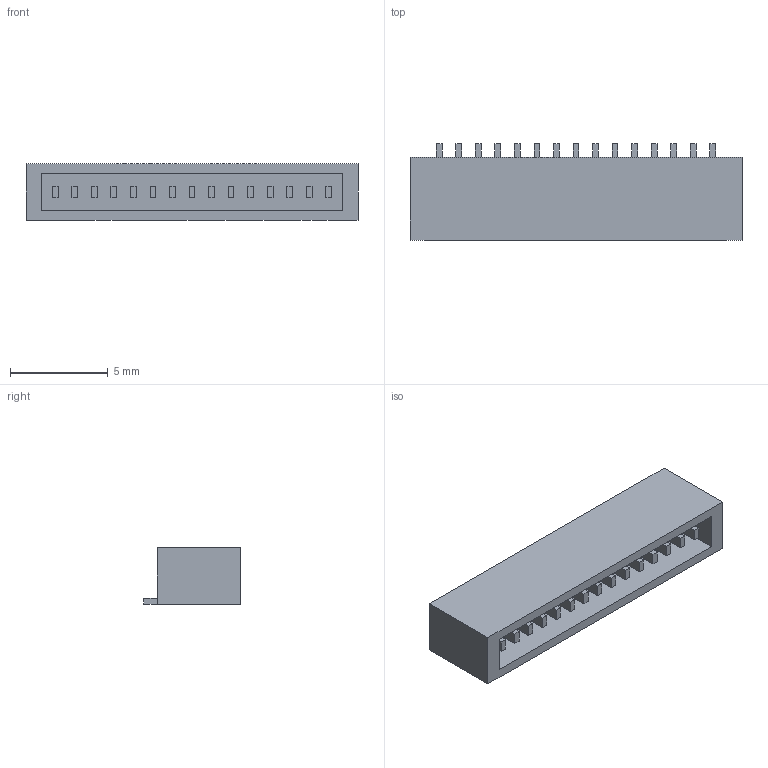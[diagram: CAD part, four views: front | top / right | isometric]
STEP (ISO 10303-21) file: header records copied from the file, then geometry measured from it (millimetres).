
FILE_DESCRIPTION (( 'STEP AP214' ), '1' );
FILE_NAME ('SM15B-SRSS-TB.STEP', '2019-03-23T12:11:39', ( '' ), ( '' ), 'SwSTEP 2.0', 'SolidWorks 2018', '' );
FILE_SCHEMA (( 'AUTOMOTIVE_DESIGN' ));
Length unit declared in the file: millimetre
Products named in the file (1): SM15B-SRSS-TB
Bounding box: 17 x 4.95 x 2.9 mm (x, y, z)
Volume: 132.4 mm3; surface area: 448.2 mm2
Topology: 1 solids, 1 shells, 146 faces, 384 edges, 256 vertices
Faces by surface type: plane 146
Entity records: 6048 total; most frequent: CARTESIAN_POINT 787, ORIENTED_EDGE 768, DIRECTION 678, EDGE_CURVE 384, VECTOR 384, LINE 384, VERTEX_POINT 256, EDGE_LOOP 162
